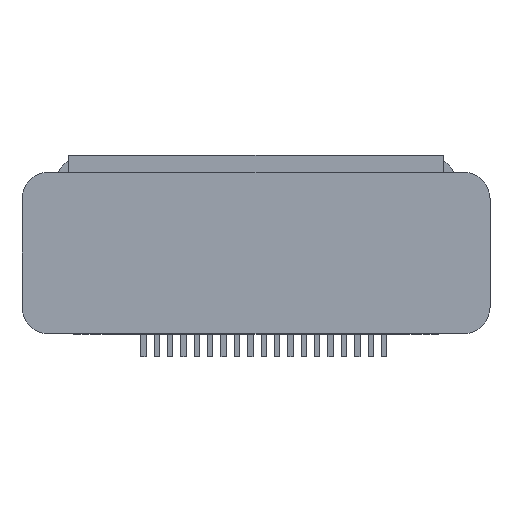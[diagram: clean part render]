
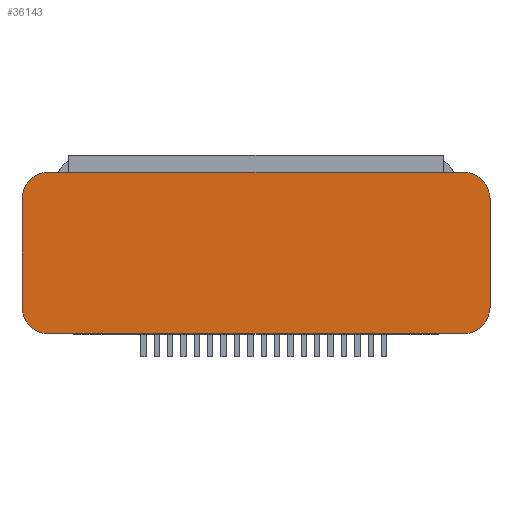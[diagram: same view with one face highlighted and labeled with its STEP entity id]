
A CAD part, top view. The second image highlights one B-rep face of the part: STEP entity #36143.
In plain terms, the highlighted planar face has unit normal (0, 0, 1).
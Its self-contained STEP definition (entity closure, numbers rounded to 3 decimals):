
#13304=CARTESIAN_POINT('',(-7.75,2.275,1.));
#13305=DIRECTION('',(0.,0.,1.));
#13306=DIRECTION('',(0.,1.,0.));
#13307=AXIS2_PLACEMENT_3D('',#13304,#13305,#13306);
#13309=DIRECTION('',(-1.,0.,0.));
#13310=VECTOR('',#13309,15.5);
#13311=CARTESIAN_POINT('',(7.75,3.275,1.));
#13312=LINE('',#13311,#13310);
#13313=CARTESIAN_POINT('',(7.75,2.275,1.));
#13314=DIRECTION('',(0.,0.,1.));
#13315=DIRECTION('',(1.,0.,0.));
#13316=AXIS2_PLACEMENT_3D('',#13313,#13314,#13315);
#13318=DIRECTION('',(0.,1.,0.));
#13319=VECTOR('',#13318,4.05);
#13320=CARTESIAN_POINT('',(8.75,-1.775,1.));
#13321=LINE('',#13320,#13319);
#13322=CARTESIAN_POINT('',(7.75,-1.775,1.));
#13323=DIRECTION('',(0.,0.,1.));
#13324=DIRECTION('',(0.,-1.,0.));
#13325=AXIS2_PLACEMENT_3D('',#13322,#13323,#13324);
#13327=DIRECTION('',(1.,0.,0.));
#13328=VECTOR('',#13327,15.5);
#13329=CARTESIAN_POINT('',(-7.75,-2.775,1.));
#13330=LINE('',#13329,#13328);
#13331=CARTESIAN_POINT('',(-7.75,-1.775,1.));
#13332=DIRECTION('',(0.,0.,1.));
#13333=DIRECTION('',(-1.,0.,0.));
#13334=AXIS2_PLACEMENT_3D('',#13331,#13332,#13333);
#13336=DIRECTION('',(0.,-1.,0.));
#13337=VECTOR('',#13336,4.05);
#13338=CARTESIAN_POINT('',(-8.75,2.275,1.));
#13339=LINE('',#13338,#13337);
#16569=CARTESIAN_POINT('',(-7.75,3.275,1.));
#16570=CARTESIAN_POINT('',(-8.75,2.275,1.));
#16571=VERTEX_POINT('',#16569);
#16572=VERTEX_POINT('',#16570);
#16573=CARTESIAN_POINT('',(-8.75,-1.775,1.));
#16574=VERTEX_POINT('',#16573);
#16575=CARTESIAN_POINT('',(-7.75,-2.775,1.));
#16576=VERTEX_POINT('',#16575);
#16577=CARTESIAN_POINT('',(7.75,-2.775,1.));
#16578=VERTEX_POINT('',#16577);
#16579=CARTESIAN_POINT('',(8.75,-1.775,1.));
#16580=VERTEX_POINT('',#16579);
#16581=CARTESIAN_POINT('',(8.75,2.275,1.));
#16582=VERTEX_POINT('',#16581);
#16583=CARTESIAN_POINT('',(7.75,3.275,1.));
#16584=VERTEX_POINT('',#16583);
#36128=CARTESIAN_POINT('',(0.,0.,1.));
#36129=DIRECTION('',(0.,0.,1.));
#36130=DIRECTION('',(1.,0.,0.));
#36131=AXIS2_PLACEMENT_3D('',#36128,#36129,#36130);
#36132=PLANE('',#36131);
#36133=ORIENTED_EDGE('',*,*,#36067,.F.);
#36134=ORIENTED_EDGE('',*,*,#36081,.F.);
#36135=ORIENTED_EDGE('',*,*,#36095,.F.);
#36136=ORIENTED_EDGE('',*,*,#36109,.F.);
#36137=ORIENTED_EDGE('',*,*,#36122,.F.);
#36138=ORIENTED_EDGE('',*,*,#21930,.F.);
#36139=ORIENTED_EDGE('',*,*,#36039,.F.);
#36140=ORIENTED_EDGE('',*,*,#36053,.F.);
#36141=EDGE_LOOP('',(#36133,#36134,#36135,#36136,#36137,#36138,#36139,#36140));
#36142=FACE_OUTER_BOUND('',#36141,.F.);
#36143=ADVANCED_FACE('',(#36142),#36132,.T.);
#13308=CIRCLE('',#13307,1.);
#13317=CIRCLE('',#13316,1.);
#13326=CIRCLE('',#13325,1.);
#13335=CIRCLE('',#13334,1.);
#21930=EDGE_CURVE('',#16576,#16578,#13330,.T.);
#36039=EDGE_CURVE('',#16574,#16576,#13335,.T.);
#36053=EDGE_CURVE('',#16572,#16574,#13339,.T.);
#36067=EDGE_CURVE('',#16571,#16572,#13308,.T.);
#36081=EDGE_CURVE('',#16584,#16571,#13312,.T.);
#36095=EDGE_CURVE('',#16582,#16584,#13317,.T.);
#36109=EDGE_CURVE('',#16580,#16582,#13321,.T.);
#36122=EDGE_CURVE('',#16578,#16580,#13326,.T.);
